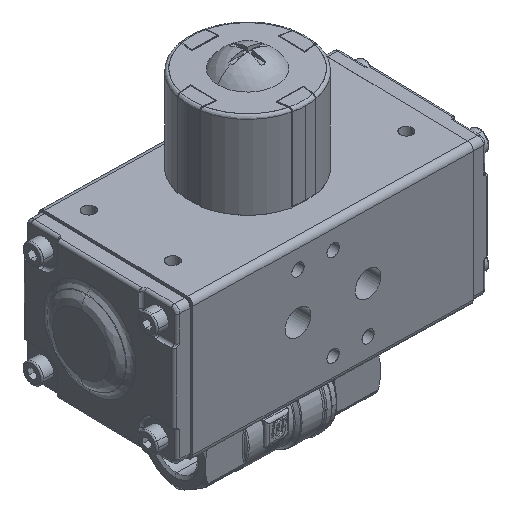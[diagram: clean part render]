
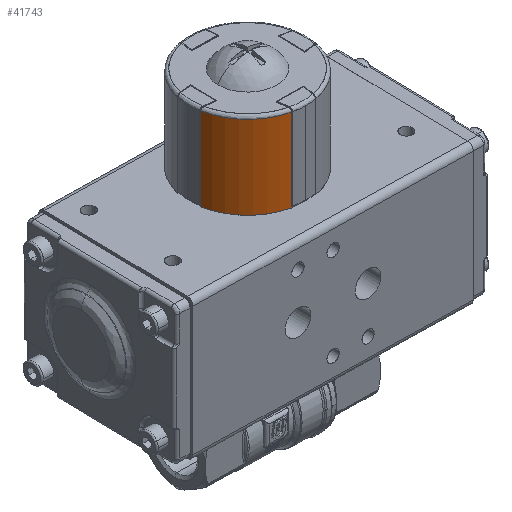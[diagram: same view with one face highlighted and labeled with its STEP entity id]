
A CAD part, isometric view. The second image highlights one B-rep face of the part: STEP entity #41743.
In plain terms, the highlighted cylindrical face has radius 20.5 mm (diameter 41 mm), a partial arc.
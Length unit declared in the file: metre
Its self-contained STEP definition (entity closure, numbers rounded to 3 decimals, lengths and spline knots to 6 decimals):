
#82 = AXIS2_PLACEMENT_3D ( 'NONE', #6849, #71432, #45247 ) ;
#6849 = CARTESIAN_POINT ( 'NONE',  ( -0.070098, -0.010164, 0.160718 ) ) ;
#7798 = CARTESIAN_POINT ( 'NONE',  ( -0.070098, -0.010164, 0.130718 ) ) ;
#14888 = CARTESIAN_POINT ( 'NONE',  ( -0.090272, -0.013802, 0.130718 ) ) ;
#19726 = VERTEX_POINT ( 'NONE', #65091 ) ;
#23720 = CYLINDRICAL_SURFACE ( 'NONE', #82, 0.0205 ) ;
#25038 = ORIENTED_EDGE ( 'NONE', *, *, #71977, .T. ) ;
#25907 = AXIS2_PLACEMENT_3D ( 'NONE', #7798, #38146, #33475 ) ;
#32026 = VERTEX_POINT ( 'NONE', #48436 ) ;
#33475 = DIRECTION ( 'NONE',  ( -1., 0.02, 0. ) ) ;
#33534 = DIRECTION ( 'NONE',  ( -1., 0.02, 0. ) ) ;
#35757 = EDGE_LOOP ( 'NONE', ( #45190, #40583, #64022, #25038 ) ) ;
#36354 = DIRECTION ( 'NONE',  ( 0., 0., 1. ) ) ;
#38146 = DIRECTION ( 'NONE',  ( 0., 0., 1. ) ) ;
#40298 = CARTESIAN_POINT ( 'NONE',  ( -0.070098, -0.010164, 0.159718 ) ) ;
#40397 = VECTOR ( 'NONE', #36354, 1. ) ;
#40583 = ORIENTED_EDGE ( 'NONE', *, *, #83331, .T. ) ;
#41743 = ADVANCED_FACE ( 'NONE', ( #81629 ), #23720, .T. ) ;
#44058 = VERTEX_POINT ( 'NONE', #71491 ) ;
#44797 = CIRCLE ( 'NONE', #25907, 0.0205 ) ;
#45190 = ORIENTED_EDGE ( 'NONE', *, *, #66088, .T. ) ;
#45247 = DIRECTION ( 'NONE',  ( -1., 0.02, 0. ) ) ;
#48436 = CARTESIAN_POINT ( 'NONE',  ( -0.074558, -0.030173, 0.159718 ) ) ;
#48526 = VERTEX_POINT ( 'NONE', #14888 ) ;
#48640 = CARTESIAN_POINT ( 'NONE',  ( -0.074558, -0.030173, 0.160718 ) ) ;
#48838 = LINE ( 'NONE', #74988, #83299 ) ;
#52304 = AXIS2_PLACEMENT_3D ( 'NONE', #40298, #60561, #33534 ) ;
#60561 = DIRECTION ( 'NONE',  ( 0., 0., -1. ) ) ;
#64022 = ORIENTED_EDGE ( 'NONE', *, *, #67031, .T. ) ;
#65091 = CARTESIAN_POINT ( 'NONE',  ( -0.074558, -0.030173, 0.130718 ) ) ;
#66088 = EDGE_CURVE ( 'NONE', #44058, #48526, #48838, .T. ) ;
#67031 = EDGE_CURVE ( 'NONE', #19726, #32026, #74387, .T. ) ;
#71432 = DIRECTION ( 'NONE',  ( 0., 0., -1. ) ) ;
#71491 = CARTESIAN_POINT ( 'NONE',  ( -0.090272, -0.013802, 0.159718 ) ) ;
#71977 = EDGE_CURVE ( 'NONE', #32026, #44058, #75186, .T. ) ;
#74387 = LINE ( 'NONE', #48640, #40397 ) ;
#74988 = CARTESIAN_POINT ( 'NONE',  ( -0.090272, -0.013802, 0.160718 ) ) ;
#75186 = CIRCLE ( 'NONE', #52304, 0.0205 ) ;
#81629 = FACE_OUTER_BOUND ( 'NONE', #35757, .T. ) ;
#81782 = DIRECTION ( 'NONE',  ( 0., 0., -1. ) ) ;
#83299 = VECTOR ( 'NONE', #81782, 1. ) ;
#83331 = EDGE_CURVE ( 'NONE', #48526, #19726, #44797, .T. ) ;
